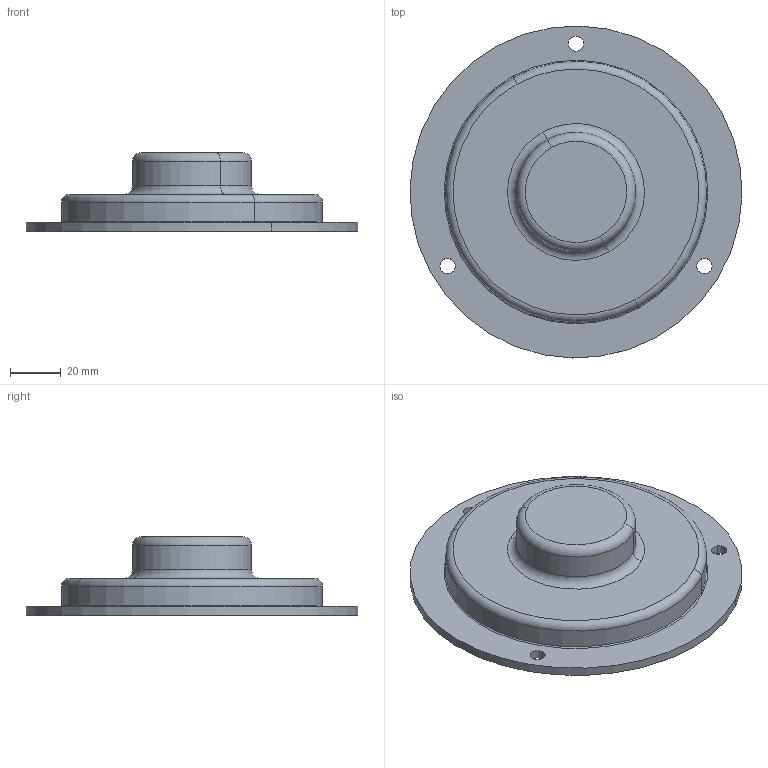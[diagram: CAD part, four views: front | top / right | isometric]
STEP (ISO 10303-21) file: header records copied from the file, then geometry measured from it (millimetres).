
FILE_DESCRIPTION(('CATIA V5 STEP Exchange'),'2;1');
FILE_NAME('9150146_Carter_cible_Smot.stp','2018-02-13T12:46:54+00:00',('none'),('none'),'Version 5-6 Release 2012','CATIA V5 STEP AP203','none');
FILE_SCHEMA(('CONFIG_CONTROL_DESIGN'));
Length unit declared in the file: millimetre
Products named in the file (1): 9150416_Carter_cible_Smot
Bounding box: 130.96 x 130.96 x 31 mm (x, y, z)
Volume: 65269.4 mm3; surface area: 38319.8 mm2
Topology: 1 solids, 1 shells, 45 faces, 94 edges, 56 vertices
Faces by surface type: cylinder 18, torus 16, plane 7, cone 4
Entity records: 1107 total; most frequent: ORIENTED_EDGE 188, CARTESIAN_POINT 177, DIRECTION 146, AXIS2_PLACEMENT_3D 99, EDGE_CURVE 94, CIRCLE 72, EDGE_LOOP 56, VERTEX_POINT 56
